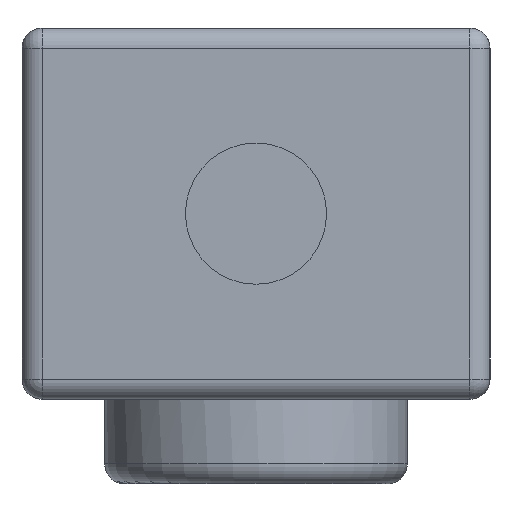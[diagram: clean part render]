
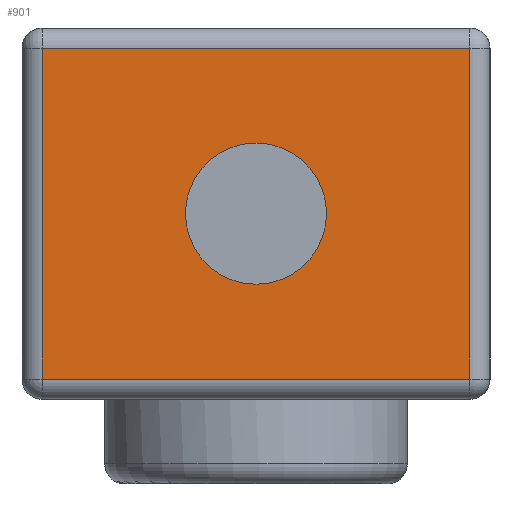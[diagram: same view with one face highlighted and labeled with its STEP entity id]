
A CAD part, left-side view. The second image highlights one B-rep face of the part: STEP entity #901.
In plain terms, the highlighted planar face has unit normal (-1, 0, 0).
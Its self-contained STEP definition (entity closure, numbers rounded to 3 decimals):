
#70=DIRECTION('',(0.,0.,-1.));
#71=VECTOR('',#70,8.2);
#72=CARTESIAN_POINT('',(-85.2,5.3,4.1));
#73=LINE('',#72,#71);
#190=DIRECTION('',(0.,0.,1.));
#191=VECTOR('',#190,8.2);
#192=CARTESIAN_POINT('',(-85.2,-5.3,-4.1));
#193=LINE('',#192,#191);
#221=DIRECTION('',(0.,-1.,0.));
#222=VECTOR('',#221,10.6);
#223=CARTESIAN_POINT('',(-85.2,5.3,-4.1));
#224=LINE('',#223,#222);
#235=CARTESIAN_POINT('',(-85.2,0.,0.));
#236=DIRECTION('',(-1.,0.,0.));
#237=DIRECTION('',(0.,-1.,0.));
#238=AXIS2_PLACEMENT_3D('',#235,#236,#237);
#243=CARTESIAN_POINT('',(-85.2,0.,0.));
#244=DIRECTION('',(-1.,0.,0.));
#245=DIRECTION('',(0.,1.,0.));
#246=AXIS2_PLACEMENT_3D('',#243,#244,#245);
#258=DIRECTION('',(0.,1.,0.));
#259=VECTOR('',#258,10.6);
#260=CARTESIAN_POINT('',(-85.2,-5.3,4.1));
#261=LINE('',#260,#259);
#611=CARTESIAN_POINT('',(-85.2,5.3,4.1));
#612=VERTEX_POINT('',#611);
#613=CARTESIAN_POINT('',(-85.2,5.3,-4.1));
#614=VERTEX_POINT('',#613);
#659=CARTESIAN_POINT('',(-85.2,-5.3,-4.1));
#660=VERTEX_POINT('',#659);
#661=CARTESIAN_POINT('',(-85.2,-5.3,4.1));
#662=VERTEX_POINT('',#661);
#663=CARTESIAN_POINT('',(-85.2,-1.75,0.));
#664=CARTESIAN_POINT('',(-85.2,1.75,0.));
#665=VERTEX_POINT('',#663);
#666=VERTEX_POINT('',#664);
#883=CARTESIAN_POINT('',(-85.2,0.,0.));
#884=DIRECTION('',(1.,0.,0.));
#885=DIRECTION('',(0.,-1.,0.));
#886=AXIS2_PLACEMENT_3D('',#883,#884,#885);
#887=PLANE('',#886);
#888=ORIENTED_EDGE('',*,*,#729,.F.);
#890=ORIENTED_EDGE('',*,*,#889,.F.);
#891=ORIENTED_EDGE('',*,*,#848,.F.);
#892=ORIENTED_EDGE('',*,*,#873,.F.);
#893=EDGE_LOOP('',(#888,#890,#891,#892));
#894=FACE_OUTER_BOUND('',#893,.F.);
#896=ORIENTED_EDGE('',*,*,#895,.T.);
#898=ORIENTED_EDGE('',*,*,#897,.T.);
#899=EDGE_LOOP('',(#896,#898));
#900=FACE_BOUND('',#899,.F.);
#901=ADVANCED_FACE('',(#894,#900),#887,.F.);
#239=CIRCLE('',#238,1.75);
#247=CIRCLE('',#246,1.75);
#729=EDGE_CURVE('',#612,#614,#73,.T.);
#848=EDGE_CURVE('',#660,#662,#193,.T.);
#873=EDGE_CURVE('',#614,#660,#224,.T.);
#889=EDGE_CURVE('',#662,#612,#261,.T.);
#895=EDGE_CURVE('',#665,#666,#239,.T.);
#897=EDGE_CURVE('',#666,#665,#247,.T.);
